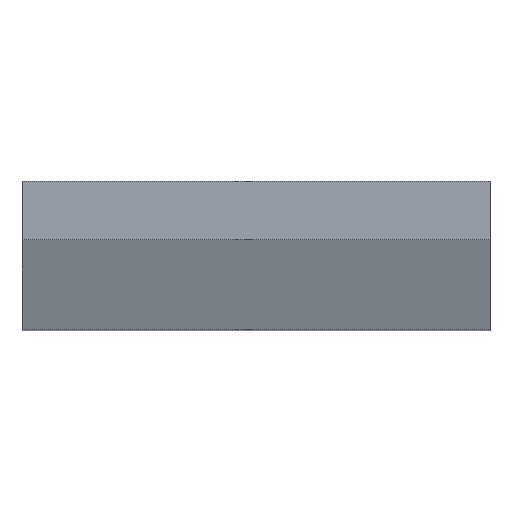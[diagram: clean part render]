
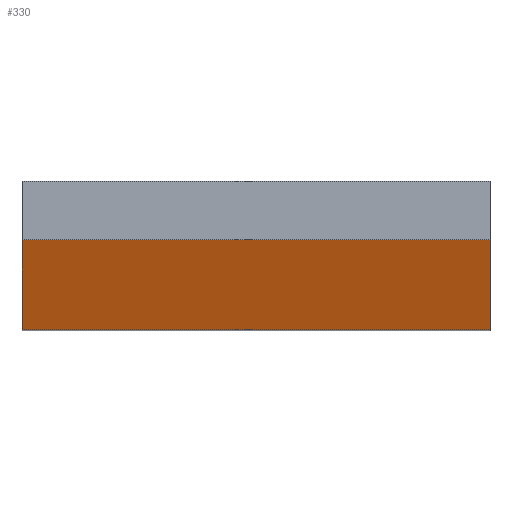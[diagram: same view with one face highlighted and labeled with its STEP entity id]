
A CAD part, top view. The second image highlights one B-rep face of the part: STEP entity #330.
In plain terms, the highlighted planar face has unit normal (0, -0.342, 0.94).
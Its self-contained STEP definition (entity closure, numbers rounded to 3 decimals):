
#45=VERTEX_POINT('',#46);
#46=CARTESIAN_POINT('',(-2.5,0.72,25.27));
#50=ORIENTED_EDGE('',*,*,#51,.F.);
#51=EDGE_CURVE('',#52,#45,#54,.T.);
#52=VERTEX_POINT('',#53);
#53=CARTESIAN_POINT('',(-2.5,-2.33,24.16));
#54=LINE('',#53,#55);
#55=VECTOR('',#56,1.);
#56=DIRECTION('',(0.,0.94,0.342));
#98=VECTOR('',#99,1.);
#99=DIRECTION('',(1.,0.,0.));
#252=VERTEX_POINT('',#253);
#253=CARTESIAN_POINT('',(13.4,-2.33,24.16));
#255=EDGE_CURVE('',#52,#252,#256,.T.);
#256=LINE('',#53,#98);
#330=ADVANCED_FACE('',(#331),#344,.T.);
#331=FACE_BOUND('',#332,.T.);
#332=EDGE_LOOP('',(#333,#334,#341,#50));
#333=ORIENTED_EDGE('',*,*,#255,.T.);
#334=ORIENTED_EDGE('',*,*,#335,.T.);
#335=EDGE_CURVE('',#252,#336,#338,.T.);
#336=VERTEX_POINT('',#337);
#337=CARTESIAN_POINT('',(13.4,0.72,25.27));
#338=LINE('',#253,#339);
#339=VECTOR('',#340,1.);
#340=DIRECTION('',(0.,0.94,0.342)  );
#341=ORIENTED_EDGE('',*,*,#342,.F.);
#342=EDGE_CURVE('',#45,#336,#343,.T.);
#343=LINE('',#46,#98);
#344=PLANE('',#345);
#345=AXIS2_PLACEMENT_3D('',#53,#346,#347);
#346=DIRECTION('',(0.,-0.342,0.94    ));
#347=DIRECTION('',(0.,0.94,0.342)  );
